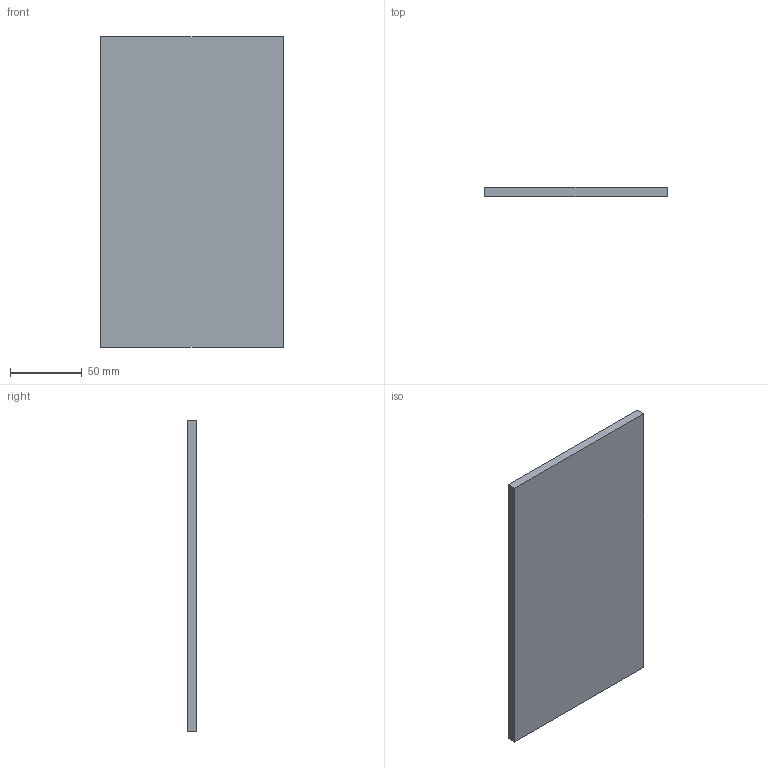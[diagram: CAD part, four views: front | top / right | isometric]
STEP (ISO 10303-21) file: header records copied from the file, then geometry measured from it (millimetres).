
FILE_DESCRIPTION(/* description */ (''),/* implementation_level */ '2;1');
FILE_NAME(/* name */ 'Glue Reservoir Plate.stp',/* time_stamp */ '2021-06-17T16:57:19-05:00',/* author */ ('Caleb'),/* organization */ (''),/* preprocessor_version */ 'ST-DEVELOPER v18.1',/* originating_system */ 'Autodesk Inventor 2022',/* authorisation */ '');
FILE_SCHEMA (('AUTOMOTIVE_DESIGN { 1 0 10303 214 3 1 1 }'));
Length unit declared in the file: inch
Products named in the file (1): Assembly Plate
Bounding box: 127 x 6.35 x 215.9 mm (x, y, z)
Volume: 173176.7 mm3; surface area: 59306.3 mm2
Topology: 1 solids, 1 shells, 78 faces, 204 edges, 136 vertices
Faces by surface type: plane 46, cylinder 32
Entity records: 2455 total; most frequent: DIRECTION 426, CARTESIAN_POINT 419, ORIENTED_EDGE 408, EDGE_CURVE 204, AXIS2_PLACEMENT_3D 143, LINE 140, VECTOR 140, VERTEX_POINT 136
